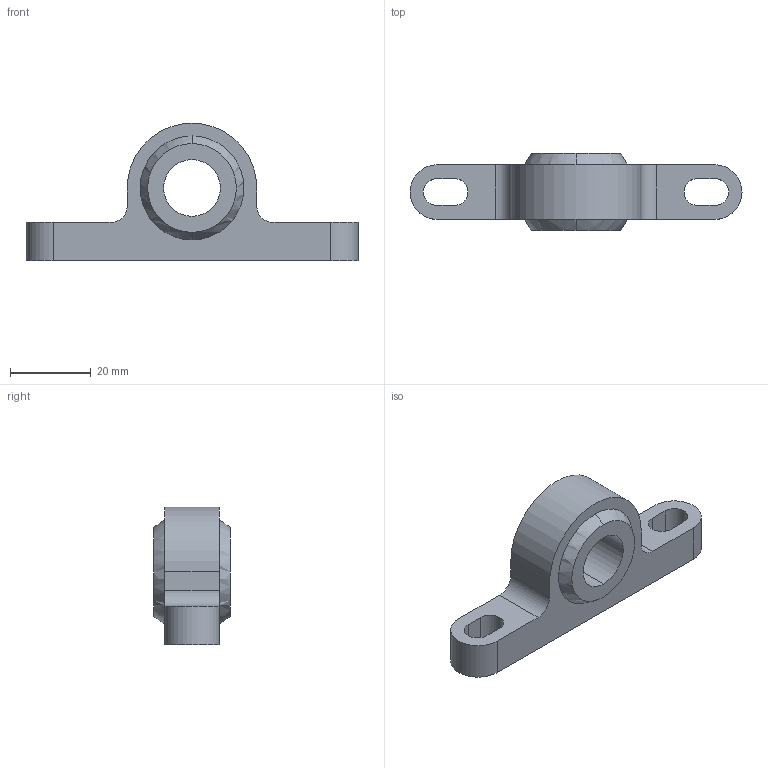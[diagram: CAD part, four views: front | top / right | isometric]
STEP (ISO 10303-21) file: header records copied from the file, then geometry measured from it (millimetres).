
FILE_DESCRIPTION(('STEP AP214'),'1');
FILE_NAME('cctmp_BAEB878C-72CA-4657-A315-14D2D44A68ED_2019_2_9_3_29_56_477..stp','2019-02-09T02:29:56',('igus GmbH'),('CADClick - www.CADClick.com'),'Spatial InterOp 3D',' ','unknown authorization');
FILE_SCHEMA(('AUTOMOTIVE_DESIGN'));
Length unit declared in the file: millimetre
Products named in the file (3): 2019_02_09__03-29-56-477
Assembly tree (2 placements, depth 2):
  (unnamed)
    2019_02_09__03-29-56-477
    2019_02_09__03-29-56-477
Bounding box: 82 x 19 x 34 mm (x, y, z)
Volume: 17693.8 mm3; surface area: 9148.1 mm2
Topology: 2 solids, 2 shells, 29 faces, 85 edges, 54 vertices
Faces by surface type: plane 13, cylinder 12, sphere 4
Entity records: 1261 total; most frequent: DIRECTION 179, CARTESIAN_POINT 163, ORIENTED_EDGE 154, EDGE_CURVE 77, AXIS2_PLACEMENT_3D 70, VERTEX_POINT 54, EDGE_LOOP 39, LINE 39
